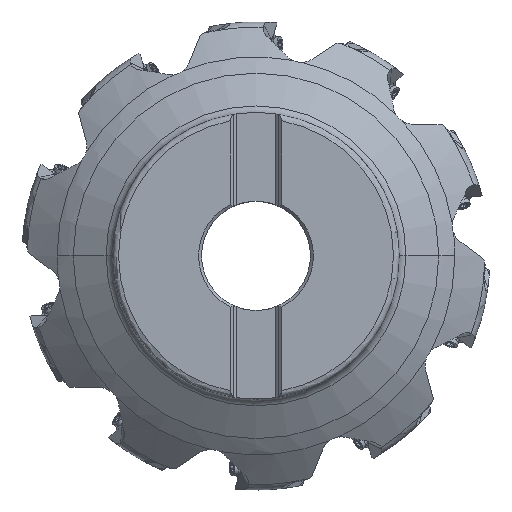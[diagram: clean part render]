
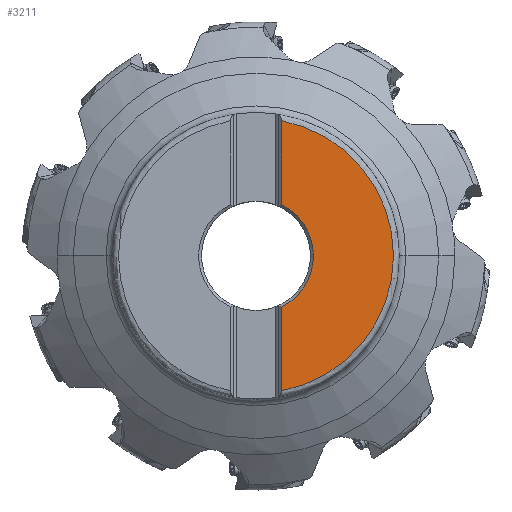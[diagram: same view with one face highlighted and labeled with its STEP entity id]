
A CAD part, top view. The second image highlights one B-rep face of the part: STEP entity #3211.
In plain terms, the highlighted planar face has unit normal (0, 0, 1).
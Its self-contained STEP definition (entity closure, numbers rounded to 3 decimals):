
#1737=FACE_OUTER_BOUND('',#6604,.T.);
#3211=ADVANCED_FACE('',(#1737),#4390,.T.);
#4390=PLANE('',#30104);
#6604=EDGE_LOOP('',(#14420,#14421,#14422,#14423,#14424));
#8173=LINE('',#48858,#9867);
#8174=LINE('',#48880,#9868);
#9867=VECTOR('',#35130,1.);
#9868=VECTOR('',#35141,1.);
#14420=ORIENTED_EDGE('',*,*,#23988,.F.);
#14421=ORIENTED_EDGE('',*,*,#23989,.F.);
#14422=ORIENTED_EDGE('',*,*,#23978,.F.);
#14423=ORIENTED_EDGE('',*,*,#23977,.F.);
#14424=ORIENTED_EDGE('',*,*,#23983,.T.);
#20645=VERTEX_POINT('',#48817);
#20646=VERTEX_POINT('',#48818);
#20647=VERTEX_POINT('',#48820);
#20650=VERTEX_POINT('',#48859);
#20653=VERTEX_POINT('',#48877);
#23977=EDGE_CURVE('',#20645,#20646,#26916,.T.);
#23978=EDGE_CURVE('',#20646,#20647,#26917,.T.);
#23983=EDGE_CURVE('',#20645,#20650,#8173,.T.);
#23988=EDGE_CURVE('',#20653,#20650,#26921,.T.);
#23989=EDGE_CURVE('',#20647,#20653,#8174,.T.);
#26916=CIRCLE('',#30095,48.);
#26917=CIRCLE('',#30096,48.);
#26921=CIRCLE('',#30102,20.015);
#30095=AXIS2_PLACEMENT_3D('',#48816,#35122,#35123);
#30096=AXIS2_PLACEMENT_3D('',#48819,#35124,#35125);
#30102=AXIS2_PLACEMENT_3D('',#48878,#35137,#35138);
#30104=AXIS2_PLACEMENT_3D('',#48881,#35142,#35143);
#35122=DIRECTION('',(0.,0.,-1.));
#35123=DIRECTION('',(0.186,0.983,0.));
#35124=DIRECTION('',(0.,0.,-1.));
#35125=DIRECTION('',(1.,0.,0.));
#35130=DIRECTION('',(0.,-1.,0.));
#35137=DIRECTION('',(0.,0.,1.));
#35138=DIRECTION('',(0.447,-0.895,0.));
#35141=DIRECTION('',(0.,1.,0.));
#35142=DIRECTION('',(0.,0.,1.));
#35143=DIRECTION('',(1.,0.,0.));
#48816=CARTESIAN_POINT('',(0.,0.,0.));
#48817=CARTESIAN_POINT('',(8.938,47.161,0.));
#48818=CARTESIAN_POINT('',(48.,0.,0.));
#48819=CARTESIAN_POINT('',(0.,0.,0.));
#48820=CARTESIAN_POINT('',(8.938,-47.161,0.));
#48858=CARTESIAN_POINT('',(8.938,47.161,0.));
#48859=CARTESIAN_POINT('',(8.937,17.909,0.));
#48877=CARTESIAN_POINT('',(8.938,-17.909,0.));
#48878=CARTESIAN_POINT('',(0.,0.,0.));
#48880=CARTESIAN_POINT('',(8.938,-47.161,0.));
#48881=CARTESIAN_POINT('',(28.469,0.,0.));
